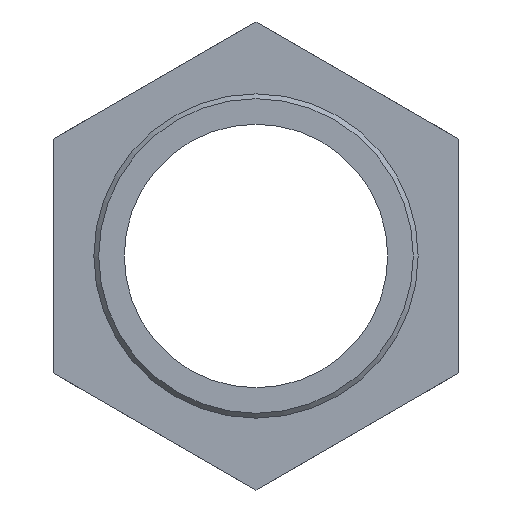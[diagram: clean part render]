
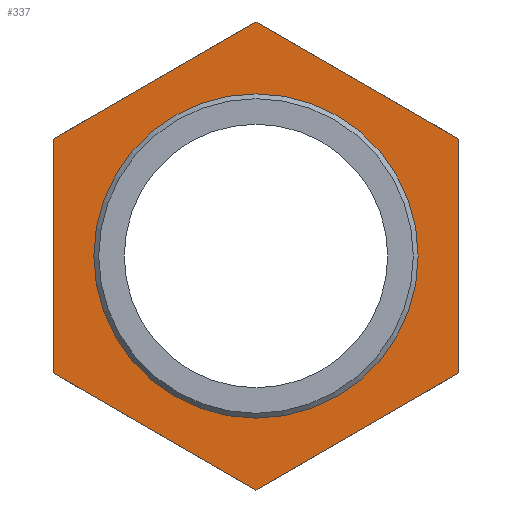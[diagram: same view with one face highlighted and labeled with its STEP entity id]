
A CAD part, front view. The second image highlights one B-rep face of the part: STEP entity #337.
In plain terms, the highlighted planar face has unit normal (0, -1, 0).
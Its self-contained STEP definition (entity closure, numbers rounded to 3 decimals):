
#37=FACE_BOUND('',#80,.T.);
#41=CIRCLE('',#378,12.7);
#42=CIRCLE('',#379,12.7);
#59=FACE_OUTER_BOUND('',#79,.T.);
#79=EDGE_LOOP('',(#227,#228,#229,#230,#231,#232));
#80=EDGE_LOOP('',(#233,#234));
#103=LINE('',#517,#123);
#104=LINE('',#519,#124);
#105=LINE('',#521,#125);
#106=LINE('',#523,#126);
#107=LINE('',#525,#127);
#108=LINE('',#526,#128);
#123=VECTOR('',#419,18.331);
#124=VECTOR('',#420,18.331);
#125=VECTOR('',#421,18.329);
#126=VECTOR('',#422,18.331);
#127=VECTOR('',#423,18.331);
#128=VECTOR('',#424,18.329);
#143=VERTEX_POINT('',#515);
#144=VERTEX_POINT('',#516);
#145=VERTEX_POINT('',#518);
#146=VERTEX_POINT('',#520);
#147=VERTEX_POINT('',#522);
#148=VERTEX_POINT('',#524);
#149=VERTEX_POINT('',#527);
#150=VERTEX_POINT('',#528);
#177=EDGE_CURVE('',#143,#144,#103,.T.);
#178=EDGE_CURVE('',#145,#143,#104,.T.);
#179=EDGE_CURVE('',#146,#145,#105,.T.);
#180=EDGE_CURVE('',#147,#146,#106,.T.);
#181=EDGE_CURVE('',#148,#147,#107,.T.);
#182=EDGE_CURVE('',#144,#148,#108,.T.);
#183=EDGE_CURVE('',#149,#150,#41,.F.);
#184=EDGE_CURVE('',#150,#149,#42,.F.);
#227=ORIENTED_EDGE('',*,*,#177,.F.);
#228=ORIENTED_EDGE('',*,*,#178,.F.);
#229=ORIENTED_EDGE('',*,*,#179,.F.);
#230=ORIENTED_EDGE('',*,*,#180,.F.);
#231=ORIENTED_EDGE('',*,*,#181,.F.);
#232=ORIENTED_EDGE('',*,*,#182,.F.);
#233=ORIENTED_EDGE('',*,*,#183,.F.);
#234=ORIENTED_EDGE('',*,*,#184,.F.);
#327=PLANE('',#377);
#337=ADVANCED_FACE('',(#59,#37),#327,.F.);
#377=AXIS2_PLACEMENT_3D('',#514,#417,#418);
#378=AXIS2_PLACEMENT_3D('',#529,#425,#426);
#379=AXIS2_PLACEMENT_3D('',#530,#427,#428);
#417=DIRECTION('center_axis',(0.,1.,0.));
#418=DIRECTION('ref_axis',(0.,0.,1.));
#419=DIRECTION('',(-0.866,0.,0.5));
#420=DIRECTION('',(-0.866,0.,-0.5));
#421=DIRECTION('',(0.,0.,-1.));
#422=DIRECTION('',(0.866,0.,-0.5));
#423=DIRECTION('',(0.866,0.,0.5));
#424=DIRECTION('',(0.,0.,1.));
#425=DIRECTION('center_axis',(0.,1.,0.));
#426=DIRECTION('ref_axis',(0.,0.,1.));
#427=DIRECTION('center_axis',(0.,1.,0.));
#428=DIRECTION('ref_axis',(0.,0.,1.));
#514=CARTESIAN_POINT('Origin',(0.,-8.,-18.33));
#515=CARTESIAN_POINT('',(0.,-8.,-18.33));
#516=CARTESIAN_POINT('',(-15.875,-8.,-9.164));
#517=CARTESIAN_POINT('',(0.,-8.,-18.33));
#518=CARTESIAN_POINT('',(15.875,-8.,-9.164));
#519=CARTESIAN_POINT('',(15.875,-8.,-9.164));
#520=CARTESIAN_POINT('',(15.875,-8.,9.164));
#521=CARTESIAN_POINT('',(15.875,-8.,9.164));
#522=CARTESIAN_POINT('',(0.,-8.,18.33));
#523=CARTESIAN_POINT('',(0.,-8.,18.33));
#524=CARTESIAN_POINT('',(-15.875,-8.,9.164));
#525=CARTESIAN_POINT('',(-15.875,-8.,9.164));
#526=CARTESIAN_POINT('',(-15.875,-8.,-9.164));
#527=CARTESIAN_POINT('',(0.,-8.,12.7));
#528=CARTESIAN_POINT('',(0.,-8.,-12.7));
#529=CARTESIAN_POINT('Origin',(0.,-8.,0.));
#530=CARTESIAN_POINT('Origin',(0.,-8.,0.));
